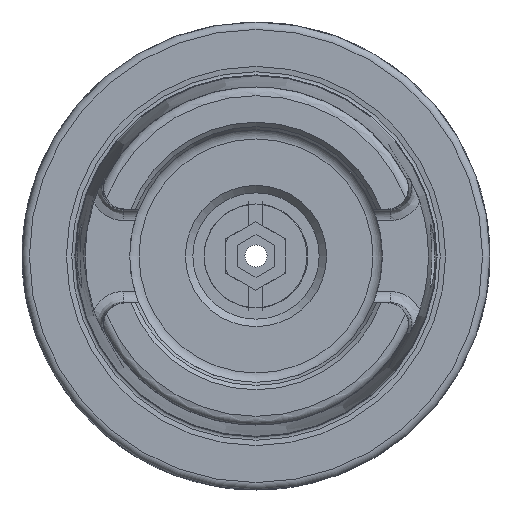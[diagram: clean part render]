
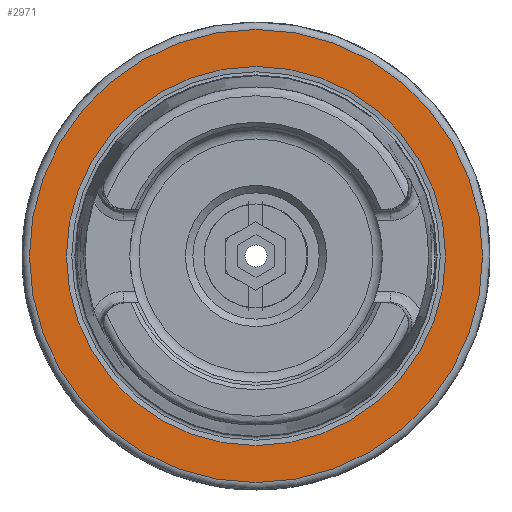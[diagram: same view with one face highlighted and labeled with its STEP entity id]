
A CAD part, left-side view. The second image highlights one B-rep face of the part: STEP entity #2971.
In plain terms, the highlighted planar face has unit normal (-1, 0, 0).
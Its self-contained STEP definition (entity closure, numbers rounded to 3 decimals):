
#597=FACE_BOUND('',#924,.T.);
#737=FACE_OUTER_BOUND('',#923,.T.);
#923=EDGE_LOOP('',(#2579));
#924=EDGE_LOOP('',(#2580));
#1091=CIRCLE('',#3270,25.521);
#1092=CIRCLE('',#3272,30.5);
#1352=VERTEX_POINT('',#6566);
#1353=VERTEX_POINT('',#6570);
#1771=EDGE_CURVE('',#1352,#1352,#1091,.T.);
#1772=EDGE_CURVE('',#1353,#1353,#1092,.T.);
#2579=ORIENTED_EDGE('',*,*,#1772,.F.);
#2580=ORIENTED_EDGE('',*,*,#1771,.T.);
#2811=PLANE('',#3271);
#2971=ADVANCED_FACE('',(#737,#597),#2811,.T.);
#3270=AXIS2_PLACEMENT_3D('',#6568,#3931,#3932);
#3271=AXIS2_PLACEMENT_3D('',#6569,#3933,#3934);
#3272=AXIS2_PLACEMENT_3D('',#6571,#3935,#3936);
#3931=DIRECTION('center_axis',(1.,0.,0.));
#3932=DIRECTION('ref_axis',(0.,0.,-1.));
#3933=DIRECTION('center_axis',(-1.,0.,0.));
#3934=DIRECTION('ref_axis',(0.,0.,1.));
#3935=DIRECTION('center_axis',(1.,0.,0.));
#3936=DIRECTION('ref_axis',(0.,0.,-1.));
#6566=CARTESIAN_POINT('',(0.,-25.521,0.));
#6568=CARTESIAN_POINT('Origin',(0.,0.,
0.));
#6569=CARTESIAN_POINT('Origin',(0.,30.5,0.));
#6570=CARTESIAN_POINT('',(0.,0.,30.5));
#6571=CARTESIAN_POINT('Origin',(0.,0.,
0.));
